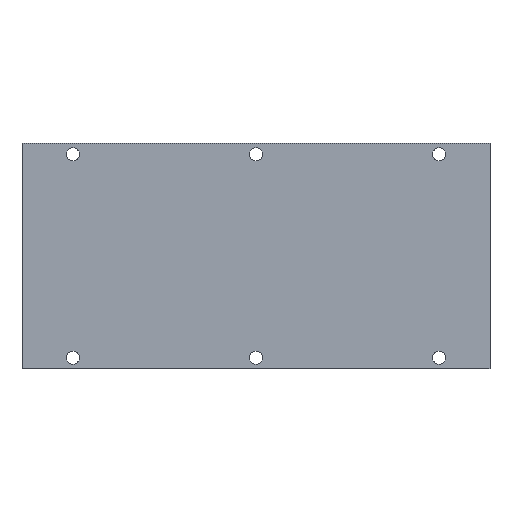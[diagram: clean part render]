
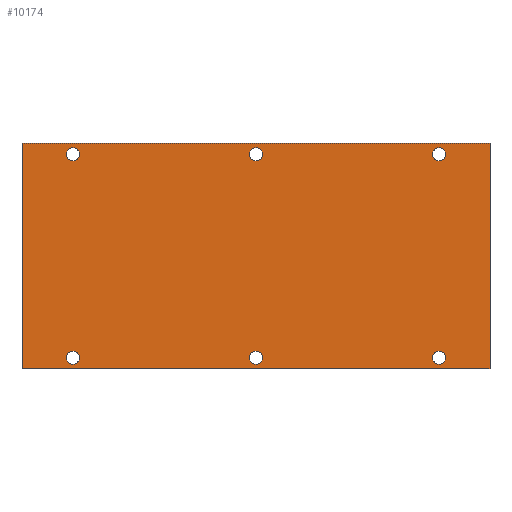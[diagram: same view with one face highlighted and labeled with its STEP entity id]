
A CAD part, front view. The second image highlights one B-rep face of the part: STEP entity #10174.
In plain terms, the highlighted planar face has unit normal (0, -1, 0).
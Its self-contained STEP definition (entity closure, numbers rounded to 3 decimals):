
#222 = CARTESIAN_POINT ( 'NONE',  ( 113.272, -77.425, 0. ) ) ;
#223 = CARTESIAN_POINT ( 'NONE',  ( -3.568, -77.425, 0. ) ) ;
#225 = CARTESIAN_POINT ( 'NONE',  ( -3.568, -77.425, -56.388 ) ) ;
#226 = CARTESIAN_POINT ( 'NONE',  ( 113.272, -77.425, -56.388 ) ) ;
#489 = CARTESIAN_POINT ( 'NONE',  ( 9.132, -77.425, -2.794 ) ) ;
#521 = DIRECTION ( 'NONE',  ( 0., -1., 0. ) ) ;
#522 = DIRECTION ( 'NONE',  ( 0., 0., -1. ) ) ;
#525 = CARTESIAN_POINT ( 'NONE',  ( 0., -77.425, -56.388 ) ) ;
#526 = DIRECTION ( 'NONE',  ( -1., 0., 0. ) ) ;
#527 = CARTESIAN_POINT ( 'NONE',  ( 54.852, -77.425, -53.594 ) ) ;
#528 = CARTESIAN_POINT ( 'NONE',  ( 0., -77.425, 0. ) ) ;
#529 = DIRECTION ( 'NONE',  ( 1., 0., 0. ) ) ;
#530 = CARTESIAN_POINT ( 'NONE',  ( 9.132, -77.425, -53.594 ) ) ;
#531 = DIRECTION ( 'NONE',  ( 0., -1., 0. ) ) ;
#532 = DIRECTION ( 'NONE',  ( 0., 0., -1. ) ) ;
#535 = CARTESIAN_POINT ( 'NONE',  ( 100.572, -77.425, -2.794 ) ) ;
#536 = CARTESIAN_POINT ( 'NONE',  ( -3.568, -77.425, -62.027 ) ) ;
#537 = DIRECTION ( 'NONE',  ( 0., 0., 1. ) ) ;
#540 = CARTESIAN_POINT ( 'NONE',  ( 100.572, -77.425, -53.594 ) ) ;
#541 = DIRECTION ( 'NONE',  ( 0., -1., 0. ) ) ;
#542 = DIRECTION ( 'NONE',  ( 0., 0., -1. ) ) ;
#543 = CARTESIAN_POINT ( 'NONE',  ( 113.272, -77.425, -62.027 ) ) ;
#544 = DIRECTION ( 'NONE',  ( 0., 0., -1. ) ) ;
#545 = CARTESIAN_POINT ( 'NONE',  ( 54.852, -77.425, -2.794 ) ) ;
#546 = DIRECTION ( 'NONE',  ( 0., -1., 0. ) ) ;
#547 = DIRECTION ( 'NONE',  ( 0., 0., -1. ) ) ;
#549 = DIRECTION ( 'NONE',  ( 0., -1., 0. ) ) ;
#550 = DIRECTION ( 'NONE',  ( 0., 0., -1. ) ) ;
#552 = DIRECTION ( 'NONE',  ( 0., -1., 0. ) ) ;
#553 = DIRECTION ( 'NONE',  ( 0., 0., -1. ) ) ;
#3613 = VERTEX_POINT ( 'NONE', #3614 ) ;
#3614 = CARTESIAN_POINT ( 'NONE',  ( 9.132, -77.425, -4.426 ) ) ;
#3617 = VERTEX_POINT ( 'NONE', #3618 ) ;
#3618 = CARTESIAN_POINT ( 'NONE',  ( 54.852, -77.425, -55.226 ) ) ;
#3619 = VERTEX_POINT ( 'NONE', #3620 ) ;
#3620 = CARTESIAN_POINT ( 'NONE',  ( 100.572, -77.425, -4.426 ) ) ;
#3621 = VERTEX_POINT ( 'NONE', #3622 ) ;
#3622 = CARTESIAN_POINT ( 'NONE',  ( 54.852, -77.425, -4.426 ) ) ;
#3623 = VERTEX_POINT ( 'NONE', #3624 ) ;
#3624 = CARTESIAN_POINT ( 'NONE',  ( 100.572, -77.425, -55.226 ) ) ;
#3625 = VERTEX_POINT ( 'NONE', #3626 ) ;
#3626 = CARTESIAN_POINT ( 'NONE',  ( 9.132, -77.425, -55.226 ) ) ;
#6244 = DIRECTION ( 'NONE',  ( 0., 0., 1. ) ) ;
#6246 = DIRECTION ( 'NONE',  ( 0., 1., 0. ) ) ;
#6255 = PLANE ( 'NONE',  #12496 ) ;
#6256 = CARTESIAN_POINT ( 'NONE',  ( -12.307, -77.425, -62.027 ) ) ;
#8413 = EDGE_LOOP ( 'NONE', ( #14529, #14530, #14531, #14532 ) ) ;
#8420 = EDGE_LOOP ( 'NONE', ( #14525 ) ) ;
#8840 = VERTEX_POINT ( 'NONE', #222 ) ;
#8841 = VERTEX_POINT ( 'NONE', #223 ) ;
#8842 = VERTEX_POINT ( 'NONE', #225 ) ;
#8843 = VERTEX_POINT ( 'NONE', #226 ) ;
#10174 = ADVANCED_FACE ( 'NONE', ( #16563, #16570, #16572, #16574, #16564, #16569, #16571 ), #6255, .F. ) ;
#11750 = EDGE_CURVE ( 'NONE', #3613, #3613, #21612, .T. ) ;
#11752 = EDGE_CURVE ( 'NONE', #8843, #8842, #21606, .T. ) ;
#11753 = EDGE_CURVE ( 'NONE', #8841, #8840, #21610, .T. ) ;
#11754 = EDGE_CURVE ( 'NONE', #3617, #3617, #21619, .T. ) ;
#11756 = EDGE_CURVE ( 'NONE', #8842, #8841, #21609, .T. ) ;
#11758 = EDGE_CURVE ( 'NONE', #3619, #3619, #21626, .T. ) ;
#11759 = EDGE_CURVE ( 'NONE', #8840, #8843, #21620, .T. ) ;
#11760 = EDGE_CURVE ( 'NONE', #3621, #3621, #21628, .T. ) ;
#11761 = EDGE_CURVE ( 'NONE', #3623, #3623, #21629, .T. ) ;
#11762 = EDGE_CURVE ( 'NONE', #3625, #3625, #21630, .T. ) ;
#12496 = AXIS2_PLACEMENT_3D ( 'NONE', #6256, #6246, #6244 ) ;
#12699 = EDGE_LOOP ( 'NONE', ( #14528 ) ) ;
#12701 = EDGE_LOOP ( 'NONE', ( #14526 ) ) ;
#12705 = EDGE_LOOP ( 'NONE', ( #14524 ) ) ;
#12726 = EDGE_LOOP ( 'NONE', ( #14527 ) ) ;
#12754 = EDGE_LOOP ( 'NONE', ( #14523 ) ) ;
#14523 = ORIENTED_EDGE ( 'NONE', *, *, #11762, .F. ) ;
#14524 = ORIENTED_EDGE ( 'NONE', *, *, #11754, .F. ) ;
#14525 = ORIENTED_EDGE ( 'NONE', *, *, #11760, .F. ) ;
#14526 = ORIENTED_EDGE ( 'NONE', *, *, #11750, .F. ) ;
#14527 = ORIENTED_EDGE ( 'NONE', *, *, #11758, .F. ) ;
#14528 = ORIENTED_EDGE ( 'NONE', *, *, #11761, .F. ) ;
#14529 = ORIENTED_EDGE ( 'NONE', *, *, #11753, .F. ) ;
#14530 = ORIENTED_EDGE ( 'NONE', *, *, #11756, .F. ) ;
#14531 = ORIENTED_EDGE ( 'NONE', *, *, #11752, .F. ) ;
#14532 = ORIENTED_EDGE ( 'NONE', *, *, #11759, .F. ) ;
#16563 = FACE_BOUND ( 'NONE', #12754, .T. ) ;
#16564 = FACE_BOUND ( 'NONE', #12726, .T. ) ;
#16569 = FACE_BOUND ( 'NONE', #12699, .T. ) ;
#16570 = FACE_BOUND ( 'NONE', #12705, .T. ) ;
#16571 = FACE_OUTER_BOUND ( 'NONE', #8413, .T. ) ;
#16572 = FACE_BOUND ( 'NONE', #8420, .T. ) ;
#16574 = FACE_BOUND ( 'NONE', #12701, .T. ) ;
#18144 = AXIS2_PLACEMENT_3D ( 'NONE', #535, #541, #542 ) ;
#18145 = AXIS2_PLACEMENT_3D ( 'NONE', #527, #531, #532 ) ;
#18146 = AXIS2_PLACEMENT_3D ( 'NONE', #489, #521, #522 ) ;
#18148 = AXIS2_PLACEMENT_3D ( 'NONE', #545, #546, #547 ) ;
#18151 = AXIS2_PLACEMENT_3D ( 'NONE', #540, #549, #550 ) ;
#18152 = AXIS2_PLACEMENT_3D ( 'NONE', #530, #552, #553 ) ;
#21606 = LINE ( 'NONE', #525, #21613 ) ;
#21609 = LINE ( 'NONE', #536, #21621 ) ;
#21610 = LINE ( 'NONE', #528, #21616 ) ;
#21612 = CIRCLE ( 'NONE', #18146, 1.632 ) ;
#21613 = VECTOR ( 'NONE', #526, 1000. ) ;
#21616 = VECTOR ( 'NONE', #529, 1000. ) ;
#21619 = CIRCLE ( 'NONE', #18145, 1.632 ) ;
#21620 = LINE ( 'NONE', #543, #21625 ) ;
#21621 = VECTOR ( 'NONE', #537, 1000. ) ;
#21625 = VECTOR ( 'NONE', #544, 1000. ) ;
#21626 = CIRCLE ( 'NONE', #18144, 1.632 ) ;
#21628 = CIRCLE ( 'NONE', #18148, 1.632 ) ;
#21629 = CIRCLE ( 'NONE', #18151, 1.632 ) ;
#21630 = CIRCLE ( 'NONE', #18152, 1.632 ) ;
